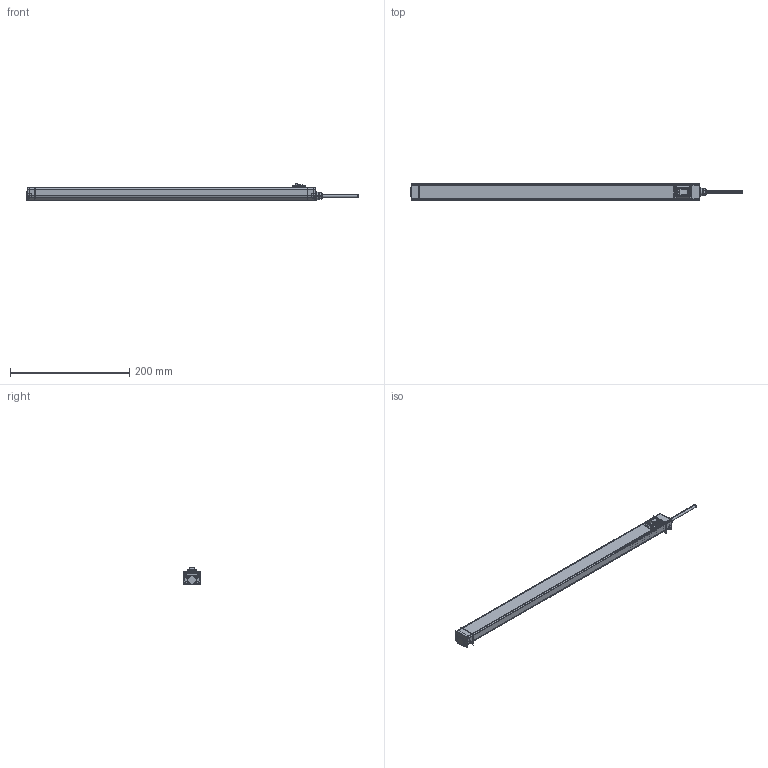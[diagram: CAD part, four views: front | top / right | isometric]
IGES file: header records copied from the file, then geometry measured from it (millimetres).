
Start section:  PTC IGES file: 157166.igs
Global section: file name: 157166.igs; native system: Creo Parametric by PTC Inc.; preprocessor: 2018300; author: pdmadmin; organization: Unknown; date: 20181220.125215; units: millimetre
Bounding box: 555.8 x 29.12 x 29.17 mm (x, y, z)
Volume: 112913.6 mm3; surface area: 680432.3 mm2
Topology: 19 solids, 23 shells, 3456 faces, 17930 edges, 22568 vertices
Faces by surface type: bspline 1832, revolution 1544, extrusion 80
